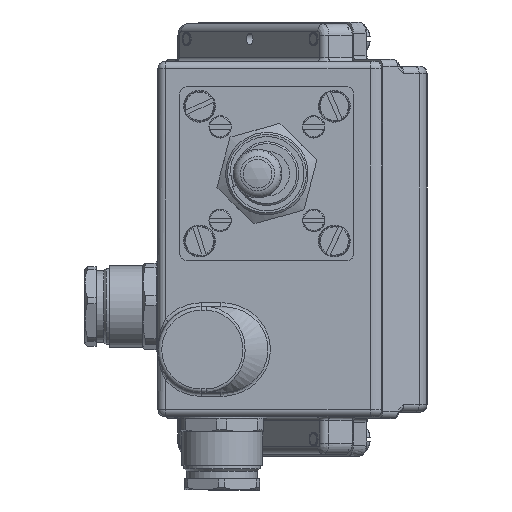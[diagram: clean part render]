
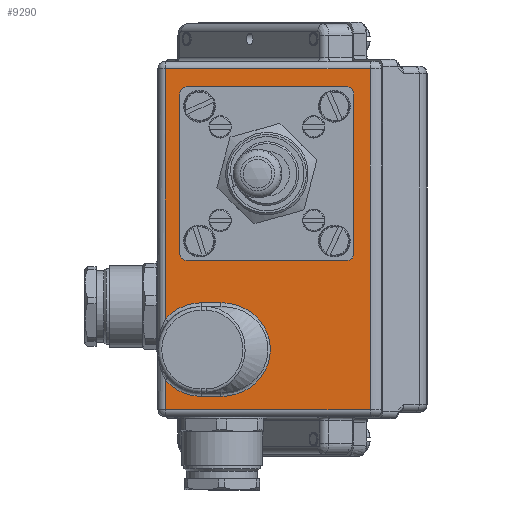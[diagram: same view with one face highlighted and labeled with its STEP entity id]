
A CAD part, front view. The second image highlights one B-rep face of the part: STEP entity #9290.
In plain terms, the highlighted planar face has unit normal (0, -1, 0).
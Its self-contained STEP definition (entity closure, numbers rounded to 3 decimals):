
#6517=CARTESIAN_POINT('',(71.437,-50.108,86.4));
#6518=VERTEX_POINT('',#6517);
#6631=CARTESIAN_POINT('',(126.105,-50.108,86.4));
#6632=VERTEX_POINT('',#6631);
#6633=CARTESIAN_POINT('',(71.437,-50.108,86.4));
#6634=DIRECTION('',(1.0,0.0,0.0));
#6635=VECTOR('',#6634,54.668);
#6636=LINE('',#6633,#6635);
#6637=EDGE_CURVE('',#6518,#6632,#6636,.T.);
#6759=CARTESIAN_POINT('',(126.105,-50.108,-4.6));
#6760=VERTEX_POINT('',#6759);
#6770=CARTESIAN_POINT('',(126.105,-50.108,-4.6));
#6771=DIRECTION('',(0.0,0.0,1.0));
#6772=VECTOR('',#6771,91.0);
#6773=LINE('',#6770,#6772);
#6774=EDGE_CURVE('',#6760,#6632,#6773,.T.);
#6863=CARTESIAN_POINT('',(71.437,-50.108,-4.6));
#6864=VERTEX_POINT('',#6863);
#6912=CARTESIAN_POINT('',(126.105,-50.108,-4.6));
#6913=DIRECTION('',(-1.0,0.0,0.0));
#6914=VECTOR('',#6913,54.668);
#6915=LINE('',#6912,#6914);
#6916=EDGE_CURVE('',#6760,#6864,#6915,.T.);
#7053=CARTESIAN_POINT('',(71.437,-50.108,19.524));
#7054=VERTEX_POINT('',#7053);
#7066=CARTESIAN_POINT('',(71.437,-50.108,19.524));
#7067=DIRECTION('',(0.0,0.0,1.0));
#7068=VECTOR('',#7067,66.876);
#7069=LINE('',#7066,#7068);
#7070=EDGE_CURVE('',#7054,#6518,#7069,.T.);
#7188=CARTESIAN_POINT('',(71.437,-50.108,3.276));
#7189=VERTEX_POINT('',#7188);
#7203=CARTESIAN_POINT('',(71.437,-50.108,-4.6));
#7204=DIRECTION('',(0.0,0.0,1.0));
#7205=VECTOR('',#7204,7.876);
#7206=LINE('',#7203,#7205);
#7207=EDGE_CURVE('',#6864,#7189,#7206,.T.);
#7217=CARTESIAN_POINT('',(80.937,-50.108,23.9));
#7218=VERTEX_POINT('',#7217);
#7226=CARTESIAN_POINT('',(80.937,-50.108,11.4));
#7227=DIRECTION('',(0.,-1.0,0.));
#7228=DIRECTION('',(-0.467,0.,0.884));
#7229=AXIS2_PLACEMENT_3D('',#7226,#7227,#7228);
#7230=CIRCLE('',#7229,12.5);
#7231=EDGE_CURVE('',#7218,#7054,#7230,.T.);
#7258=CARTESIAN_POINT('',(86.259,-50.108,23.9));
#7259=VERTEX_POINT('',#7258);
#7267=CARTESIAN_POINT('',(86.259,-50.108,23.9));
#7268=DIRECTION('',(-1.0,0.0,0.0));
#7269=VECTOR('',#7268,5.322);
#7270=LINE('',#7267,#7269);
#7271=EDGE_CURVE('',#7259,#7218,#7270,.T.);
#7374=CARTESIAN_POINT('',(86.259,-50.108,-1.1));
#7375=VERTEX_POINT('',#7374);
#7383=CARTESIAN_POINT('',(86.259,-50.108,-1.1));
#7384=CARTESIAN_POINT('',(88.173,-50.108,-1.1));
#7385=CARTESIAN_POINT('',(92.042,-50.108,-0.323));
#7386=CARTESIAN_POINT('',(96.833,-50.108,3.175));
#7387=CARTESIAN_POINT('',(99.538,-50.108,8.462));
#7388=CARTESIAN_POINT('',(99.536,-50.108,14.367));
#7389=CARTESIAN_POINT('',(96.809,-50.108,19.646));
#7390=CARTESIAN_POINT('',(92.028,-50.108,23.125));
#7391=CARTESIAN_POINT('',(88.173,-50.108,23.9));
#7392=CARTESIAN_POINT('',(86.259,-50.108,23.9));
#7393=B_SPLINE_CURVE_WITH_KNOTS('',3,(#7383,#7384,#7385,#7386,#7387,#7388,#7389,#7390,#7391,#7392),.UNSPECIFIED.,.F.,.U.,(4,1,1,1,1,1,1,4),(-4.019,-3.445,-2.871,-2.296,-1.722,-1.148,-0.574,0.0),.UNSPECIFIED.);
#7394=EDGE_CURVE('',#7375,#7259,#7393,.T.);
#7473=CARTESIAN_POINT('',(80.937,-50.108,-1.1));
#7474=VERTEX_POINT('',#7473);
#7482=CARTESIAN_POINT('',(80.937,-50.108,-1.1));
#7483=DIRECTION('',(1.0,0.0,0.0));
#7484=VECTOR('',#7483,5.322);
#7485=LINE('',#7482,#7484);
#7486=EDGE_CURVE('',#7474,#7375,#7485,.T.);
#7499=CARTESIAN_POINT('',(80.937,-50.108,11.4));
#7500=DIRECTION('',(0.,-1.0,0.));
#7501=DIRECTION('',(-0.467,0.,-0.884));
#7502=AXIS2_PLACEMENT_3D('',#7499,#7500,#7501);
#7503=CIRCLE('',#7502,12.5);
#7504=EDGE_CURVE('',#7189,#7474,#7503,.T.);
#9203=CARTESIAN_POINT('',(126.105,-50.108,-6.6));
#9204=DIRECTION('',(0.0,-1.0,0.0));
#9205=DIRECTION('',(0.0,0.0,1.0));
#9206=AXIS2_PLACEMENT_3D('',#9203,#9204,#9205);
#9207=PLANE('',#9206);
#9208=ORIENTED_EDGE('',*,*,#7231,.F.);
#9209=ORIENTED_EDGE('',*,*,#7271,.F.);
#9210=ORIENTED_EDGE('',*,*,#7394,.F.);
#9211=ORIENTED_EDGE('',*,*,#7486,.F.);
#9212=ORIENTED_EDGE('',*,*,#7504,.F.);
#9213=ORIENTED_EDGE('',*,*,#7207,.F.);
#9214=ORIENTED_EDGE('',*,*,#6916,.F.);
#9215=ORIENTED_EDGE('',*,*,#6774,.T.);
#9216=ORIENTED_EDGE('',*,*,#6637,.F.);
#9217=ORIENTED_EDGE('',*,*,#7070,.F.);
#9218=EDGE_LOOP('',(#9208,#9209,#9210,#9211,#9212,#9213,#9214,#9215,#9216,#9217));
#9219=FACE_OUTER_BOUND('',#9218,.T.);
#9220=CARTESIAN_POINT('',(75.287,-50.108,37.15));
#9221=VERTEX_POINT('',#9220);
#9222=CARTESIAN_POINT('',(75.287,-50.108,79.65));
#9223=VERTEX_POINT('',#9222);
#9224=CARTESIAN_POINT('',(75.287,-50.108,37.15));
#9225=DIRECTION('',(0.0,0.0,1.0));
#9226=VECTOR('',#9225,42.5);
#9227=LINE('',#9224,#9226);
#9228=EDGE_CURVE('',#9221,#9223,#9227,.T.);
#9229=ORIENTED_EDGE('',*,*,#9228,.T.);
#9230=CARTESIAN_POINT('',(77.287,-50.108,81.65));
#9231=VERTEX_POINT('',#9230);
#9232=CARTESIAN_POINT('',(77.287,-50.108,79.65));
#9233=DIRECTION('',(0.0,1.0,0.0));
#9234=DIRECTION('',(-1.0,0.0,0.0));
#9235=AXIS2_PLACEMENT_3D('',#9232,#9233,#9234);
#9236=CIRCLE('',#9235,2.0);
#9237=EDGE_CURVE('',#9223,#9231,#9236,.T.);
#9238=ORIENTED_EDGE('',*,*,#9237,.T.);
#9239=CARTESIAN_POINT('',(119.787,-50.108,81.65));
#9240=VERTEX_POINT('',#9239);
#9241=CARTESIAN_POINT('',(77.287,-50.108,81.65));
#9242=DIRECTION('',(1.0,0.0,0.0));
#9243=VECTOR('',#9242,42.5);
#9244=LINE('',#9241,#9243);
#9245=EDGE_CURVE('',#9231,#9240,#9244,.T.);
#9246=ORIENTED_EDGE('',*,*,#9245,.T.);
#9247=CARTESIAN_POINT('',(121.787,-50.108,79.65));
#9248=VERTEX_POINT('',#9247);
#9249=CARTESIAN_POINT('',(119.787,-50.108,79.65));
#9250=DIRECTION('',(0.0,1.0,0.0));
#9251=DIRECTION('',(0.0,0.0,1.0));
#9252=AXIS2_PLACEMENT_3D('',#9249,#9250,#9251);
#9253=CIRCLE('',#9252,2.0);
#9254=EDGE_CURVE('',#9240,#9248,#9253,.T.);
#9255=ORIENTED_EDGE('',*,*,#9254,.T.);
#9256=CARTESIAN_POINT('',(121.787,-50.108,37.15));
#9257=VERTEX_POINT('',#9256);
#9258=CARTESIAN_POINT('',(121.787,-50.108,79.65));
#9259=DIRECTION('',(0.0,0.0,-1.0));
#9260=VECTOR('',#9259,42.5);
#9261=LINE('',#9258,#9260);
#9262=EDGE_CURVE('',#9248,#9257,#9261,.T.);
#9263=ORIENTED_EDGE('',*,*,#9262,.T.);
#9264=CARTESIAN_POINT('',(119.787,-50.108,35.15));
#9265=VERTEX_POINT('',#9264);
#9266=CARTESIAN_POINT('',(119.787,-50.108,37.15));
#9267=DIRECTION('',(0.0,1.0,0.0));
#9268=DIRECTION('',(1.0,0.0,0.0));
#9269=AXIS2_PLACEMENT_3D('',#9266,#9267,#9268);
#9270=CIRCLE('',#9269,2.0);
#9271=EDGE_CURVE('',#9257,#9265,#9270,.T.);
#9272=ORIENTED_EDGE('',*,*,#9271,.T.);
#9273=CARTESIAN_POINT('',(77.287,-50.108,35.15));
#9274=VERTEX_POINT('',#9273);
#9275=CARTESIAN_POINT('',(119.787,-50.108,35.15));
#9276=DIRECTION('',(-1.0,0.0,0.0));
#9277=VECTOR('',#9276,42.5);
#9278=LINE('',#9275,#9277);
#9279=EDGE_CURVE('',#9265,#9274,#9278,.T.);
#9280=ORIENTED_EDGE('',*,*,#9279,.T.);
#9281=CARTESIAN_POINT('',(77.287,-50.108,37.15));
#9282=DIRECTION('',(0.0,1.0,0.0));
#9283=DIRECTION('',(0.0,0.0,-1.0));
#9284=AXIS2_PLACEMENT_3D('',#9281,#9282,#9283);
#9285=CIRCLE('',#9284,2.0);
#9286=EDGE_CURVE('',#9274,#9221,#9285,.T.);
#9287=ORIENTED_EDGE('',*,*,#9286,.T.);
#9288=EDGE_LOOP('',(#9229,#9238,#9246,#9255,#9263,#9272,#9280,#9287));
#9289=FACE_BOUND('',#9288,.T.);
#9290=ADVANCED_FACE('',(#9219,#9289),#9207,.T.);
